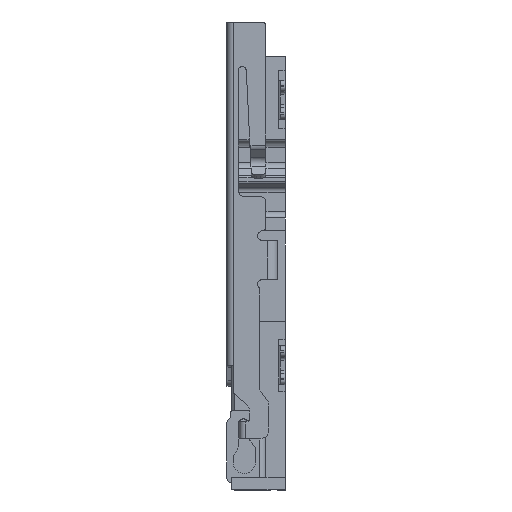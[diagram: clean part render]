
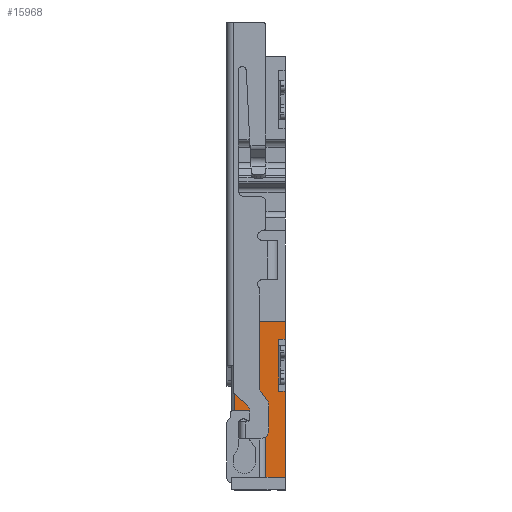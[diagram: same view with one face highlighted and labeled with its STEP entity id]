
A CAD part, left-side view. The second image highlights one B-rep face of the part: STEP entity #15968.
In plain terms, the highlighted planar face has unit normal (-1, 0, 0).
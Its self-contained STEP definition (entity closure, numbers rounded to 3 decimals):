
#232 = VERTEX_POINT ( 'NONE', #2733 ) ;
#629 = DIRECTION ( 'NONE',  ( 0., -1., 0. ) ) ;
#774 = EDGE_CURVE ( 'NONE', #10500, #21528, #3245, .T. ) ;
#983 = DIRECTION ( 'NONE',  ( 0., 0., 1. ) ) ;
#1075 = VERTEX_POINT ( 'NONE', #12808 ) ;
#1564 = CARTESIAN_POINT ( 'NONE',  ( -6.55, 0.6, -6.825 ) ) ;
#1709 = EDGE_CURVE ( 'NONE', #13510, #1075, #19603, .T. ) ;
#2304 = CARTESIAN_POINT ( 'NONE',  ( -6.55, 0., -2.575 ) ) ;
#2733 = CARTESIAN_POINT ( 'NONE',  ( -6.55, 0.2, -2.575 ) ) ;
#2799 = LINE ( 'NONE', #20755, #14778 ) ;
#3245 = LINE ( 'NONE', #25029, #18369 ) ;
#3506 = VECTOR ( 'NONE', #15168, 1000. ) ;
#3941 = VERTEX_POINT ( 'NONE', #7266 ) ;
#4153 = ORIENTED_EDGE ( 'NONE', *, *, #19378, .F. ) ;
#4485 = CARTESIAN_POINT ( 'NONE',  ( -6.55, 0.6, -4.775 ) ) ;
#4773 = ORIENTED_EDGE ( 'NONE', *, *, #8825, .F. ) ;
#4798 = LINE ( 'NONE', #20745, #25001 ) ;
#5801 = CARTESIAN_POINT ( 'NONE',  ( -6.55, 1.55, -4.775 ) ) ;
#5889 = LINE ( 'NONE', #1564, #25155 ) ;
#7266 = CARTESIAN_POINT ( 'NONE',  ( -6.55, 0.6, -4.775 ) ) ;
#7948 = EDGE_CURVE ( 'NONE', #232, #1075, #25983, .T. ) ;
#8496 = ORIENTED_EDGE ( 'NONE', *, *, #1709, .T. ) ;
#8824 = EDGE_CURVE ( 'NONE', #15345, #13409, #4798, .T. ) ;
#8825 = EDGE_CURVE ( 'NONE', #16093, #11271, #8867, .T. ) ;
#8867 = LINE ( 'NONE', #22949, #24362 ) ;
#9220 = VECTOR ( 'NONE', #11418, 1000. ) ;
#9789 = EDGE_CURVE ( 'NONE', #21528, #15345, #23189, .T. ) ;
#9832 = CARTESIAN_POINT ( 'NONE',  ( -6.55, -15.043, -2.025 ) ) ;
#10039 = ORIENTED_EDGE ( 'NONE', *, *, #13193, .T. ) ;
#10500 = VERTEX_POINT ( 'NONE', #2304 ) ;
#11147 = CARTESIAN_POINT ( 'NONE',  ( -6.55, -15.043, -6.825 ) ) ;
#11271 = VERTEX_POINT ( 'NONE', #19503 ) ;
#11418 = DIRECTION ( 'NONE',  ( 0., 0., -1. ) ) ;
#11626 = CARTESIAN_POINT ( 'NONE',  ( -6.55, 0., -2.025 ) ) ;
#11903 = LINE ( 'NONE', #16499, #19200 ) ;
#11916 = CARTESIAN_POINT ( 'NONE',  ( -6.55, 1.55, -2.025 ) ) ;
#12134 = DIRECTION ( 'NONE',  ( 0., 0., 1. ) ) ;
#12278 = DIRECTION ( 'NONE',  ( 0., 1., 0. ) ) ;
#12396 = VECTOR ( 'NONE', #12278, 1000. ) ;
#12760 = DIRECTION ( 'NONE',  ( 0., 0., -1. ) ) ;
#12808 = CARTESIAN_POINT ( 'NONE',  ( -6.55, 0.2, -4.175 ) ) ;
#12982 = DIRECTION ( 'NONE',  ( 1., 0., 0. ) ) ;
#13107 = CARTESIAN_POINT ( 'NONE',  ( -6.55, -15.043, -4.175 ) ) ;
#13193 = EDGE_CURVE ( 'NONE', #16093, #13510, #11903, .T. ) ;
#13196 = ORIENTED_EDGE ( 'NONE', *, *, #9789, .T. ) ;
#13409 = VERTEX_POINT ( 'NONE', #5801 ) ;
#13510 = VERTEX_POINT ( 'NONE', #17323 ) ;
#14529 = ORIENTED_EDGE ( 'NONE', *, *, #25435, .F. ) ;
#14720 = DIRECTION ( 'NONE',  ( 0., 1., 0. ) ) ;
#14778 = VECTOR ( 'NONE', #629, 1000. ) ;
#15128 = DIRECTION ( 'NONE',  ( 0., 0., -1. ) ) ;
#15168 = DIRECTION ( 'NONE',  ( 0., 1., 0. ) ) ;
#15345 = VERTEX_POINT ( 'NONE', #11916 ) ;
#15791 = ORIENTED_EDGE ( 'NONE', *, *, #17824, .T. ) ;
#15887 = LINE ( 'NONE', #4485, #12396 ) ;
#15968 = ADVANCED_FACE ( 'NONE', ( #18648 ), #17082, .F. ) ;
#16093 = VERTEX_POINT ( 'NONE', #23724 ) ;
#16499 = CARTESIAN_POINT ( 'NONE',  ( -6.55, 0., -6.825 ) ) ;
#16671 = DIRECTION ( 'NONE',  ( 0., 0., 1. ) ) ;
#16679 = EDGE_LOOP ( 'NONE', ( #22127, #15791, #17854, #13196, #18286, #14529, #4153, #4773, #10039, #8496 ) ) ;
#17082 = PLANE ( 'NONE',  #23164 ) ;
#17323 = CARTESIAN_POINT ( 'NONE',  ( -6.55, 0., -4.175 ) ) ;
#17797 = VECTOR ( 'NONE', #18197, 1000. ) ;
#17824 = EDGE_CURVE ( 'NONE', #232, #10500, #2799, .T. ) ;
#17854 = ORIENTED_EDGE ( 'NONE', *, *, #774, .T. ) ;
#18197 = DIRECTION ( 'NONE',  ( 0., 1., 0. ) ) ;
#18286 = ORIENTED_EDGE ( 'NONE', *, *, #8824, .T. ) ;
#18369 = VECTOR ( 'NONE', #983, 1000. ) ;
#18648 = FACE_OUTER_BOUND ( 'NONE', #16679, .T. ) ;
#19200 = VECTOR ( 'NONE', #16671, 1000. ) ;
#19378 = EDGE_CURVE ( 'NONE', #11271, #3941, #5889, .T. ) ;
#19503 = CARTESIAN_POINT ( 'NONE',  ( -6.55, 0.6, -6.825 ) ) ;
#19603 = LINE ( 'NONE', #13107, #3506 ) ;
#20745 = CARTESIAN_POINT ( 'NONE',  ( -6.55, 1.55, -6.825 ) ) ;
#20755 = CARTESIAN_POINT ( 'NONE',  ( -6.55, -15.043, -2.575 ) ) ;
#21528 = VERTEX_POINT ( 'NONE', #11626 ) ;
#22127 = ORIENTED_EDGE ( 'NONE', *, *, #7948, .F. ) ;
#22949 = CARTESIAN_POINT ( 'NONE',  ( -6.55, -15.043, -6.825 ) ) ;
#23164 = AXIS2_PLACEMENT_3D ( 'NONE', #11147, #12982, #15128 ) ;
#23189 = LINE ( 'NONE', #9832, #17797 ) ;
#23724 = CARTESIAN_POINT ( 'NONE',  ( -6.55, 0., -6.825 ) ) ;
#23731 = CARTESIAN_POINT ( 'NONE',  ( -6.55, 0.2, -6.825 ) ) ;
#24362 = VECTOR ( 'NONE', #14720, 1000. ) ;
#25001 = VECTOR ( 'NONE', #12760, 1000. ) ;
#25029 = CARTESIAN_POINT ( 'NONE',  ( -6.55, 0., -6.825 ) ) ;
#25155 = VECTOR ( 'NONE', #12134, 1000. ) ;
#25435 = EDGE_CURVE ( 'NONE', #3941, #13409, #15887, .T. ) ;
#25983 = LINE ( 'NONE', #23731, #9220 ) ;
